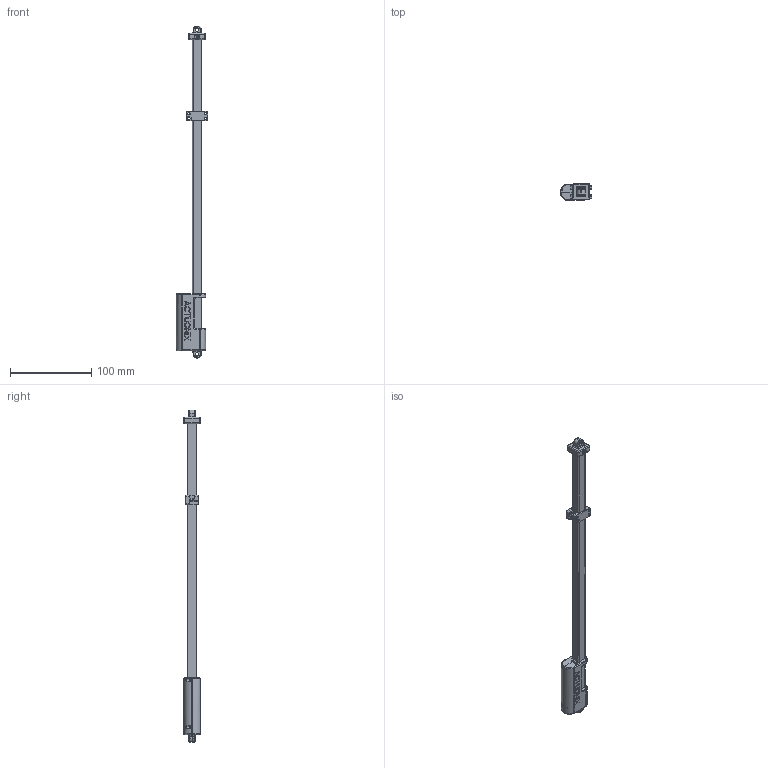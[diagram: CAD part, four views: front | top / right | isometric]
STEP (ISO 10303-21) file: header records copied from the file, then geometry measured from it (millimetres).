
FILE_DESCRIPTION((''),'2;1');
FILE_NAME('T16_300MM_ASM','2016-10-05T',('Mike'),(''),'PRO/ENGINEER BY PARAMETRIC TECHNOLOGY CORPORATION, 2004440','PRO/ENGINEER BY PARAMETRIC TECHNOLOGY CORPORATION, 2004440','');
FILE_SCHEMA(('CONFIG_CONTROL_DESIGN'));
Length unit declared in the file: millimetre
Products named in the file (9): CLAM_P16_BOT_10541; CLAM_P16_TOP_10542; FASTENER_10427; EXTENSION_10592_300MM; PLUG_10579; CARRIAGE_10589; FASTENER_10XXX; GROMMET_3_HOLE; T16_300MM_ASM
Assembly tree (13 placements, depth 2):
  T16_300MM_ASM
    CLAM_P16_BOT_10541
    CLAM_P16_TOP_10542
    FASTENER_10427  x5
    EXTENSION_10592_300MM
    PLUG_10579
    CARRIAGE_10589
    FASTENER_10XXX  x2
    GROMMET_3_HOLE
Bounding box: 38.5 x 20 x 408.9 mm (x, y, z)
Volume: 31422.2 mm3; surface area: 49821.6 mm2
Topology: 13 solids, 13 shells, 1720 faces, 4279 edges, 2632 vertices
Faces by surface type: plane 730, cylinder 556, torus 279, bspline 93, sphere 38, cone 24
Entity records: 51567 total; most frequent: CARTESIAN_POINT 13152, DIRECTION 8239, ORIENTED_EDGE 7918, EDGE_CURVE 3959, AXIS2_PLACEMENT_3D 3012, VERTEX_POINT 2436, VECTOR 2215, LINE 2215
